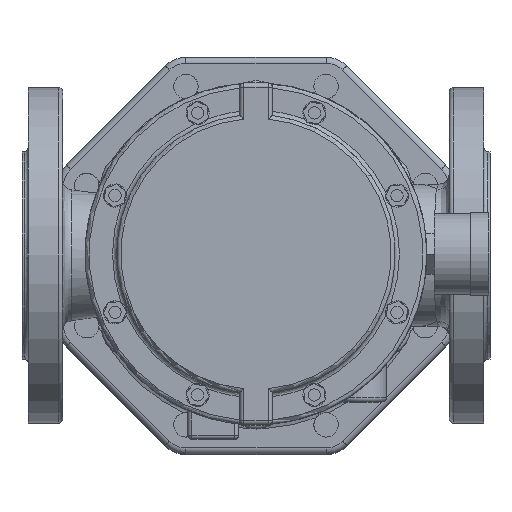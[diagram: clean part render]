
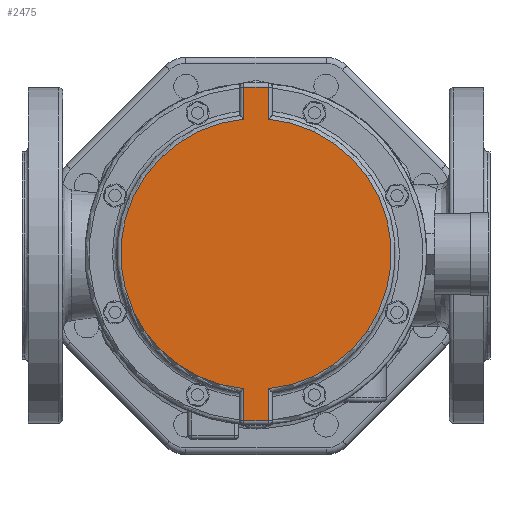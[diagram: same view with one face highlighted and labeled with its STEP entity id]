
A CAD part, top view. The second image highlights one B-rep face of the part: STEP entity #2475.
In plain terms, the highlighted planar face has unit normal (0, 0, 1).
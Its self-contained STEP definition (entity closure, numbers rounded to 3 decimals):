
#2190=CARTESIAN_POINT('',(6.,-82.,662.));
#2191=VERTEX_POINT('',#2190);
#2225=CARTESIAN_POINT('',(-6.,-82.,662.));
#2226=VERTEX_POINT('',#2225);
#2258=CARTESIAN_POINT('',(-6.,-66.229,662.));
#2259=VERTEX_POINT('',#2258);
#2286=CARTESIAN_POINT('',(-6.,-82.,662.));
#2287=DIRECTION('',(0.0,1.0,0.0));
#2288=VECTOR('',#2287,15.771);
#2289=LINE('',#2286,#2288);
#2290=EDGE_CURVE('',#2226,#2259,#2289,.T.);
#2333=CARTESIAN_POINT('',(6.,-82.,662.));
#2334=DIRECTION('',(-1.0,0.0,0.0));
#2335=VECTOR('',#2334,12.);
#2336=LINE('',#2333,#2335);
#2337=EDGE_CURVE('',#2191,#2226,#2336,.T.);
#2356=CARTESIAN_POINT('',(6.,-66.229,662.));
#2357=VERTEX_POINT('',#2356);
#2377=CARTESIAN_POINT('',(6.,-66.229,662.));
#2378=DIRECTION('',(0.0,-1.0,0.0));
#2379=VECTOR('',#2378,15.771);
#2380=LINE('',#2377,#2379);
#2381=EDGE_CURVE('',#2357,#2191,#2380,.T.);
#2425=CARTESIAN_POINT('',(0.,0.,662.));
#2426=DIRECTION('',(0.0,0.0,-1.0));
#2427=DIRECTION('',(-1.0,0.0,0.0));
#2428=AXIS2_PLACEMENT_3D('',#2425,#2426,#2427);
#2429=PLANE('',#2428);
#2430=CARTESIAN_POINT('',(-6.,66.229,662.));
#2431=VERTEX_POINT('',#2430);
#2432=CARTESIAN_POINT('',(0.,0.,662.));
#2433=DIRECTION('',(0.0,0.0,-1.0));
#2434=DIRECTION('',(-1.0,0.0,0.0));
#2435=AXIS2_PLACEMENT_3D('',#2432,#2433,#2434);
#2436=CIRCLE('',#2435,66.5);
#2437=EDGE_CURVE('',#2259,#2431,#2436,.T.);
#2438=ORIENTED_EDGE('',*,*,#2437,.F.);
#2439=ORIENTED_EDGE('',*,*,#2290,.F.);
#2440=ORIENTED_EDGE('',*,*,#2337,.F.);
#2441=ORIENTED_EDGE('',*,*,#2381,.F.);
#2442=CARTESIAN_POINT('',(6.,66.229,662.));
#2443=VERTEX_POINT('',#2442);
#2444=CARTESIAN_POINT('',(0.,0.,662.));
#2445=DIRECTION('',(0.0,0.0,-1.0));
#2446=DIRECTION('',(-1.0,0.0,0.0));
#2447=AXIS2_PLACEMENT_3D('',#2444,#2445,#2446);
#2448=CIRCLE('',#2447,66.5);
#2449=EDGE_CURVE('',#2443,#2357,#2448,.T.);
#2450=ORIENTED_EDGE('',*,*,#2449,.F.);
#2451=CARTESIAN_POINT('',(6.,82.,662.));
#2452=VERTEX_POINT('',#2451);
#2453=CARTESIAN_POINT('',(6.,82.,662.));
#2454=DIRECTION('',(0.0,-1.0,0.0));
#2455=VECTOR('',#2454,15.771);
#2456=LINE('',#2453,#2455);
#2457=EDGE_CURVE('',#2452,#2443,#2456,.T.);
#2458=ORIENTED_EDGE('',*,*,#2457,.F.);
#2459=CARTESIAN_POINT('',(-6.,82.,662.));
#2460=VERTEX_POINT('',#2459);
#2461=CARTESIAN_POINT('',(-6.,82.,662.));
#2462=DIRECTION('',(1.0,0.0,0.0));
#2463=VECTOR('',#2462,12.);
#2464=LINE('',#2461,#2463);
#2465=EDGE_CURVE('',#2460,#2452,#2464,.T.);
#2466=ORIENTED_EDGE('',*,*,#2465,.F.);
#2467=CARTESIAN_POINT('',(-6.,66.229,662.));
#2468=DIRECTION('',(0.0,1.0,0.0));
#2469=VECTOR('',#2468,15.771);
#2470=LINE('',#2467,#2469);
#2471=EDGE_CURVE('',#2431,#2460,#2470,.T.);
#2472=ORIENTED_EDGE('',*,*,#2471,.F.);
#2473=EDGE_LOOP('',(#2438,#2439,#2440,#2441,#2450,#2458,#2466,#2472));
#2474=FACE_OUTER_BOUND('',#2473,.T.);
#2475=ADVANCED_FACE('',(#2474),#2429,.F.);
